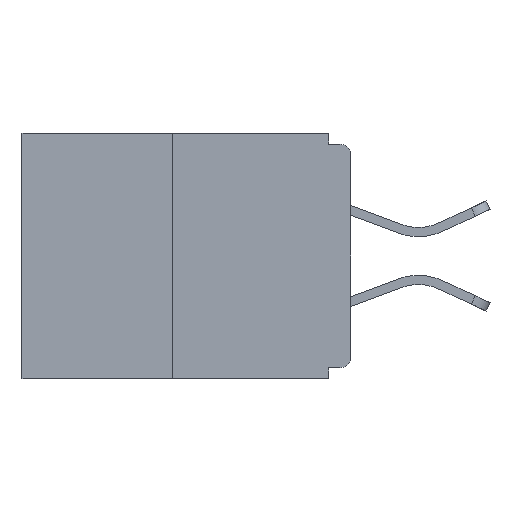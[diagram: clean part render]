
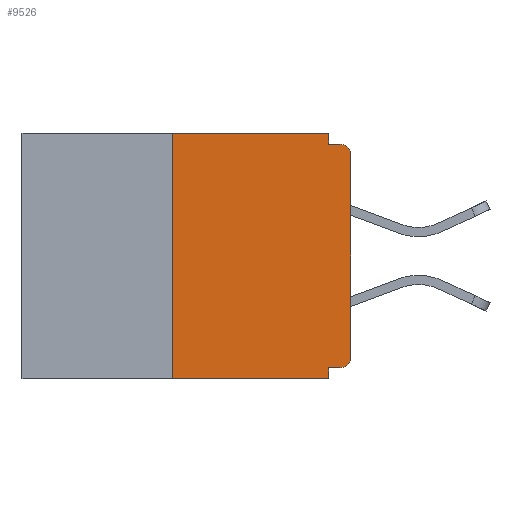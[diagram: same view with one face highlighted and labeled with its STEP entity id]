
A CAD part, left-side view. The second image highlights one B-rep face of the part: STEP entity #9526.
In plain terms, the highlighted planar face has unit normal (-1, 0, 0).
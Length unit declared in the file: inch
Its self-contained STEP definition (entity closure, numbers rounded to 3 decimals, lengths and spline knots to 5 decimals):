
#477 = DIRECTION ( 'NONE',  ( -1., 0., 0. ) ) ;
#587 = FACE_OUTER_BOUND ( 'NONE', #4979, .T. ) ;
#743 = EDGE_CURVE ( 'NONE', #16121, #19762, #18567, .T. ) ;
#1789 = EDGE_CURVE ( 'NONE', #15077, #12147, #17201, .T. ) ;
#1829 = DIRECTION ( 'NONE',  ( 0., 0., -1. ) ) ;
#1912 = VECTOR ( 'NONE', #3856, 39.37008 ) ;
#2015 = VECTOR ( 'NONE', #2746, 39.37008 ) ;
#2296 = CARTESIAN_POINT ( 'NONE',  ( 0., 0., -0.015 ) ) ;
#2544 = DIRECTION ( 'NONE',  ( 0., -1., 0. ) ) ;
#2746 = DIRECTION ( 'NONE',  ( 0., -1., 0. ) ) ;
#2835 = LINE ( 'NONE', #20499, #21611 ) ;
#3332 = LINE ( 'NONE', #5569, #13378 ) ;
#3856 = DIRECTION ( 'NONE',  ( 0., 0., 1. ) ) ;
#3865 = DIRECTION ( 'NONE',  ( 0., 0., -1. ) ) ;
#4260 = ORIENTED_EDGE ( 'NONE', *, *, #16756, .F. ) ;
#4551 = VECTOR ( 'NONE', #4972, 39.37008 ) ;
#4972 = DIRECTION ( 'NONE',  ( 0., 0., 1. ) ) ;
#4979 = EDGE_LOOP ( 'NONE', ( #15845, #21016, #21001, #7606, #6048, #13046, #6469, #19970, #4260, #21883 ) ) ;
#5569 = CARTESIAN_POINT ( 'NONE',  ( 0., 0.031, -0.343 ) ) ;
#5763 = VERTEX_POINT ( 'NONE', #20069 ) ;
#5947 = CARTESIAN_POINT ( 'NONE',  ( 0., 0.46, -0.343 ) ) ;
#6038 = LINE ( 'NONE', #2296, #2015 ) ;
#6048 = ORIENTED_EDGE ( 'NONE', *, *, #12015, .F. ) ;
#6073 = CARTESIAN_POINT ( 'NONE',  ( 0., 0.46, 0. ) ) ;
#6309 = VERTEX_POINT ( 'NONE', #19508 ) ;
#6420 = LINE ( 'NONE', #13068, #1912 ) ;
#6469 = ORIENTED_EDGE ( 'NONE', *, *, #743, .T. ) ;
#7328 = EDGE_CURVE ( 'NONE', #5763, #16121, #7430, .T. ) ;
#7430 = CIRCLE ( 'NONE', #13211, 0.015 ) ;
#7606 = ORIENTED_EDGE ( 'NONE', *, *, #17872, .F. ) ;
#8376 = DIRECTION ( 'NONE',  ( 0., -1., 0. ) ) ;
#8551 = DIRECTION ( 'NONE',  ( 0., 1., 0. ) ) ;
#8754 = CARTESIAN_POINT ( 'NONE',  ( 0., 0.015, -0.015 ) ) ;
#8773 = LINE ( 'NONE', #11899, #17282 ) ;
#8816 = EDGE_CURVE ( 'NONE', #6309, #15077, #8773, .T. ) ;
#8975 = CARTESIAN_POINT ( 'NONE',  ( 0., 0.031, -0.015 ) ) ;
#9027 = DIRECTION ( 'NONE',  ( 0., 0., -1. ) ) ;
#9131 = VERTEX_POINT ( 'NONE', #20272 ) ;
#9526 = ADVANCED_FACE ( 'NONE', ( #587 ), #18213, .F. ) ;
#9621 = CARTESIAN_POINT ( 'NONE',  ( 0., 0.015, -0.313 ) ) ;
#10605 = CARTESIAN_POINT ( 'NONE',  ( 0., 0.015, -0.03 ) ) ;
#11039 = EDGE_CURVE ( 'NONE', #19762, #18073, #14554, .T. ) ;
#11659 = VECTOR ( 'NONE', #19859, 39.37008 ) ;
#11899 = CARTESIAN_POINT ( 'NONE',  ( 0., 0.46, 0. ) ) ;
#12015 = EDGE_CURVE ( 'NONE', #5763, #9131, #2835, .T. ) ;
#12147 = VERTEX_POINT ( 'NONE', #8975 ) ;
#12877 = DIRECTION ( 'NONE',  ( 1., 0., 0. ) ) ;
#13046 = ORIENTED_EDGE ( 'NONE', *, *, #7328, .T. ) ;
#13068 = CARTESIAN_POINT ( 'NONE',  ( 0., 0.25, 0. ) ) ;
#13211 = AXIS2_PLACEMENT_3D ( 'NONE', #9621, #15220, #1829 ) ;
#13252 = VERTEX_POINT ( 'NONE', #19496 ) ;
#13278 = EDGE_CURVE ( 'NONE', #18054, #13252, #19476, .T. ) ;
#13378 = VECTOR ( 'NONE', #9027, 39.37008 ) ;
#14554 = CIRCLE ( 'NONE', #18663, 0.015 ) ;
#15077 = VERTEX_POINT ( 'NONE', #17139 ) ;
#15220 = DIRECTION ( 'NONE',  ( -1., 0., 0. ) ) ;
#15654 = CARTESIAN_POINT ( 'NONE',  ( 0., 0.25, -0.343 ) ) ;
#15845 = ORIENTED_EDGE ( 'NONE', *, *, #8816, .F. ) ;
#16121 = VERTEX_POINT ( 'NONE', #18824 ) ;
#16756 = EDGE_CURVE ( 'NONE', #12147, #18073, #6038, .T. ) ;
#17139 = CARTESIAN_POINT ( 'NONE',  ( 0., 0.031, 0. ) ) ;
#17201 = LINE ( 'NONE', #19648, #11659 ) ;
#17282 = VECTOR ( 'NONE', #8376, 39.37008 ) ;
#17872 = EDGE_CURVE ( 'NONE', #9131, #13252, #3332, .T. ) ;
#17921 = DIRECTION ( 'NONE',  ( 0., 0., -1. ) ) ;
#18054 = VERTEX_POINT ( 'NONE', #15654 ) ;
#18073 = VERTEX_POINT ( 'NONE', #8754 ) ;
#18213 = PLANE ( 'NONE',  #18221 ) ;
#18221 = AXIS2_PLACEMENT_3D ( 'NONE', #6073, #12877, #17921 ) ;
#18567 = LINE ( 'NONE', #21680, #4551 ) ;
#18594 = CARTESIAN_POINT ( 'NONE',  ( 0., 0., -0.03 ) ) ;
#18663 = AXIS2_PLACEMENT_3D ( 'NONE', #10605, #477, #3865 ) ;
#18824 = CARTESIAN_POINT ( 'NONE',  ( 0., 0., -0.313 ) ) ;
#18915 = VECTOR ( 'NONE', #2544, 39.37008 ) ;
#19476 = LINE ( 'NONE', #5947, #18915 ) ;
#19496 = CARTESIAN_POINT ( 'NONE',  ( 0., 0.031, -0.343 ) ) ;
#19508 = CARTESIAN_POINT ( 'NONE',  ( 0., 0.25, 0. ) ) ;
#19648 = CARTESIAN_POINT ( 'NONE',  ( 0., 0.031, 0. ) ) ;
#19667 = EDGE_CURVE ( 'NONE', #18054, #6309, #6420, .T. ) ;
#19762 = VERTEX_POINT ( 'NONE', #18594 ) ;
#19859 = DIRECTION ( 'NONE',  ( 0., 0., -1. ) ) ;
#19970 = ORIENTED_EDGE ( 'NONE', *, *, #11039, .T. ) ;
#20069 = CARTESIAN_POINT ( 'NONE',  ( 0., 0.015, -0.328 ) ) ;
#20272 = CARTESIAN_POINT ( 'NONE',  ( 0., 0.031, -0.328 ) ) ;
#20499 = CARTESIAN_POINT ( 'NONE',  ( 0., 0., -0.328 ) ) ;
#21001 = ORIENTED_EDGE ( 'NONE', *, *, #13278, .T. ) ;
#21016 = ORIENTED_EDGE ( 'NONE', *, *, #19667, .F. ) ;
#21611 = VECTOR ( 'NONE', #8551, 39.37008 ) ;
#21680 = CARTESIAN_POINT ( 'NONE',  ( 0., 0., 0. ) ) ;
#21883 = ORIENTED_EDGE ( 'NONE', *, *, #1789, .F. ) ;
